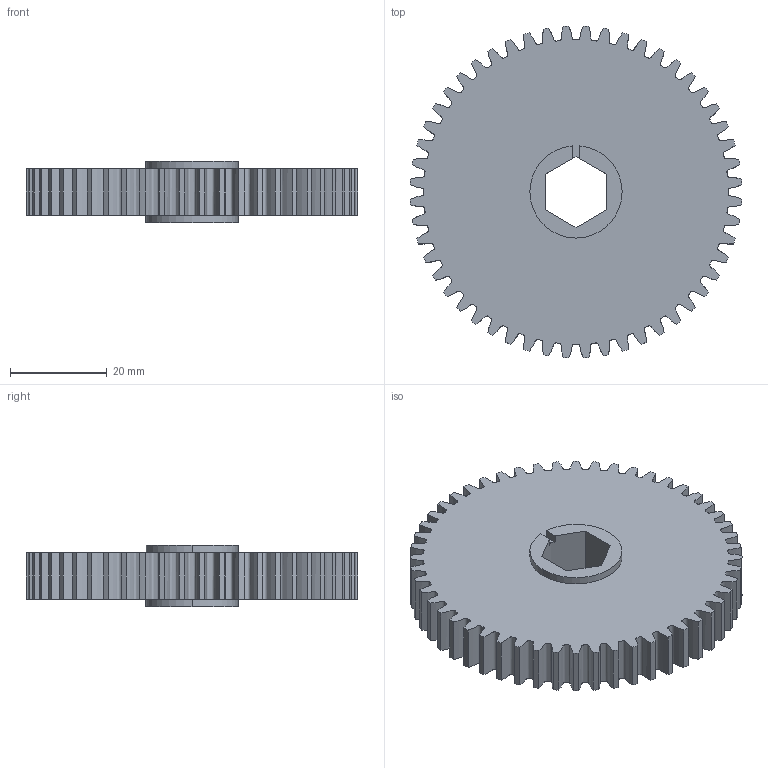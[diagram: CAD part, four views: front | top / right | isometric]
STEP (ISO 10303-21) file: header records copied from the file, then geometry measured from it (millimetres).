
FILE_DESCRIPTION (( 'STEP AP214' ), '1' );
FILE_NAME ('WCP-0716 Rev1.step', '2022-11-24T01:49:02', ( '' ), ( '' ), 'SwSTEP 2.0', 'SolidWorks 2020', '' );
FILE_SCHEMA (( 'AUTOMOTIVE_DESIGN' ));
Length unit declared in the file: inch
Products named in the file (1): WCP-0716 Rev1
Bounding box: 68.51 x 68.51 x 12.65 mm (x, y, z)
Volume: 32609 mm3; surface area: 11288.7 mm2
Topology: 1 solids, 1 shells, 121 faces, 354 edges, 236 vertices
Faces by surface type: cylinder 57, bspline 52, plane 12
Entity records: 17918 total; most frequent: CARTESIAN_POINT 14908, ORIENTED_EDGE 708, DIRECTION 504, EDGE_CURVE 354, VERTEX_POINT 236, AXIS2_PLACEMENT_3D 184, VECTOR 136, LINE 136
